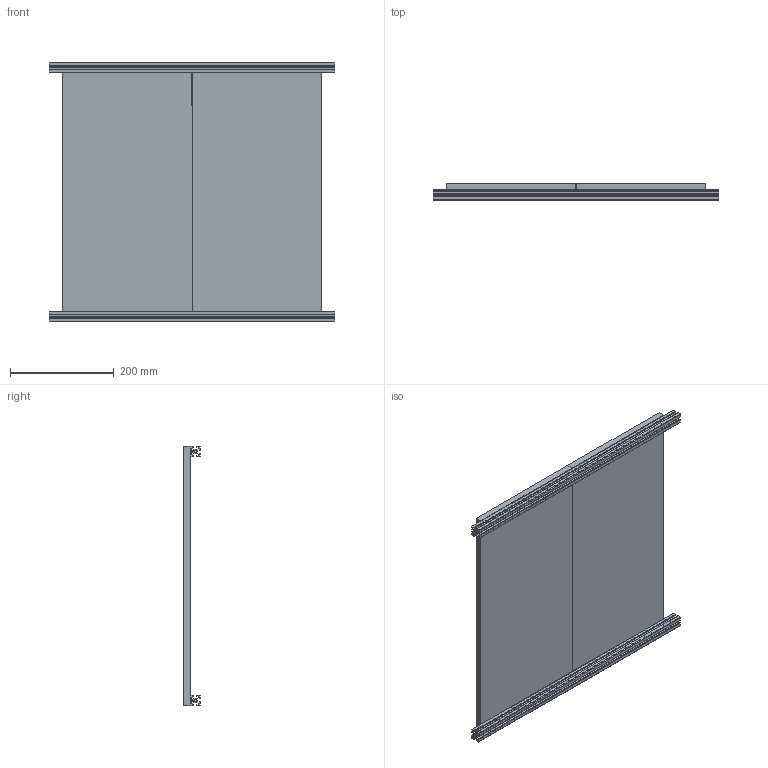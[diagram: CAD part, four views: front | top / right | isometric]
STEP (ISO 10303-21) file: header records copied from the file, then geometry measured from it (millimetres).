
FILE_DESCRIPTION(/* description */ ('20mm x 20mm x 550mm aluminum extrusion, black anodized'),/* implementation_level */ '2;1');
FILE_NAME(/* name */ 'S2_Work_Area_500.iam.step',/* time_stamp */ '2013-11-18T15:51:08-06:00',/* author */ ('Edward'),/* organization */ (''),/* preprocessor_version */ 'ST-DEVELOPER v15.2',/* originating_system */ 'Autodesk Inventor 2014',/* authorisation */ '');
FILE_SCHEMA (('AUTOMOTIVE_DESIGN { 1 0 10303 214 3 1 1 }'));
Length unit declared in the file: millimetre
Products named in the file (6): 26049-01_550; two_part_wastebaord_500; 25286-02; 25287-02; 26016-01; S2_Work_Area_500
Bounding box: 550 x 32.7 x 500 mm (x, y, z)
Volume: 3371248.7 mm3; surface area: 738684.3 mm2
Topology: 28 solids, 28 shells, 494 faces, 2240 edges, 1814 vertices
Faces by surface type: plane 292, cylinder 122, cone 56, bspline 24
Full cylindrical faces by diameter (mm): 4.2 x2, 5 x8, 5.3 x8, 5.5 x4, 9.5 x8, 10 x8, 11 x4
Entity records: 7197 total; most frequent: CARTESIAN_POINT 2971, ORIENTED_EDGE 958, DIRECTION 740, EDGE_CURVE 479, VERTEX_POINT 366, LINE 260, VECTOR 260, AXIS2_PLACEMENT_3D 240
